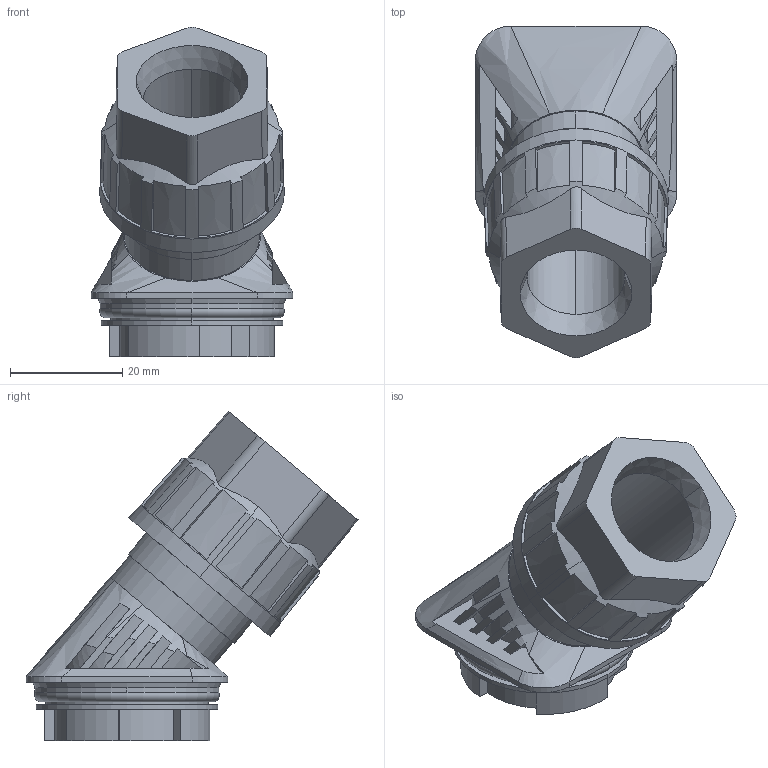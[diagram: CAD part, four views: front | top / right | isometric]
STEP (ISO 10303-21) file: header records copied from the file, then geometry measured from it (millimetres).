
FILE_DESCRIPTION(('Creo Elements/Direct Modeling STEP Export'),'2;1');
FILE_NAME('model.stp','2018-09-24T15:10:18',(''),(''),'Creo Elements/Direct Modeling STEP processor for AP214 (Solid Model)','Creo Elements/Direct Modeling 18.1I 14-Aug-2016 (C) Parametric Technology GmbH','');
FILE_SCHEMA(('AUTOMOTIVE_DESIGN { 1 0 10303 214 1 1 1 1 }'));
Length unit declared in the file: millimetre
Products named in the file (2): HC_D_G_M25_PLRBK-select
Assembly tree (1 placements, depth 2):
  HC_D_G_M25_PLRBK-select
    HC_D_G_M25_PLRBK-select
Bounding box: 36 x 59.18 x 58.8 mm (x, y, z)
Volume: 23635.8 mm3; surface area: 12382.1 mm2
Topology: 1 solids, 1 shells, 180 faces, 516 edges, 344 vertices
Faces by surface type: plane 99, cylinder 47, cone 22, bspline 10, torus 2
Entity records: 10662 total; most frequent: CARTESIAN_POINT 4696, ORIENTED_EDGE 1032, DIRECTION 792, EDGE_CURVE 516, VERTEX_POINT 344, AXIS2_PLACEMENT_3D 298, VECTOR 196, LINE 196
